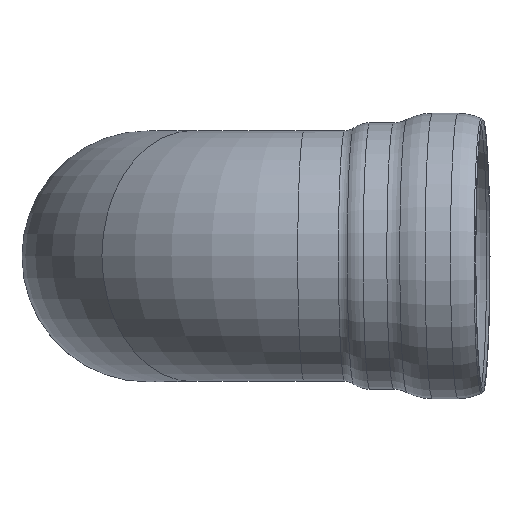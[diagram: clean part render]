
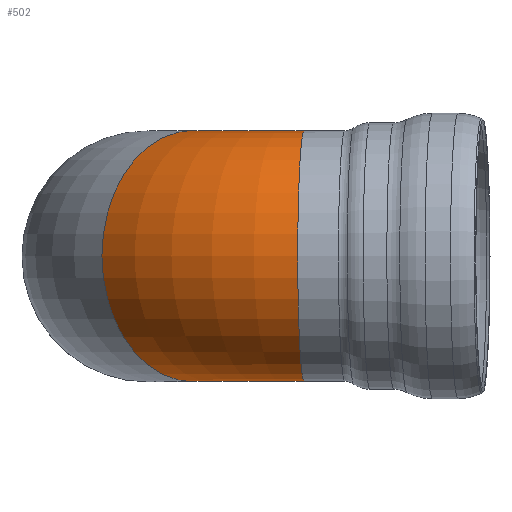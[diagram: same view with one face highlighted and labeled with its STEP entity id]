
A CAD part, top view. The second image highlights one B-rep face of the part: STEP entity #502.
In plain terms, the highlighted toroidal (fillet/blend) face has major radius 1050 mm and minor radius 795 mm.
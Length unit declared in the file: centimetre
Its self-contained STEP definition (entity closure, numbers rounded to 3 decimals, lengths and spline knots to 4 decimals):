
#59=TOROIDAL_SURFACE('',#543,105.,79.5);
#80=FACE_OUTER_BOUND('',#113,.T.);
#113=EDGE_LOOP('',(#347,#348,#349,#350,#351));
#146=CIRCLE('',#537,79.5);
#151=CIRCLE('',#544,79.5);
#152=CIRCLE('',#545,25.5);
#153=CIRCLE('',#546,79.5);
#212=VERTEX_POINT('',#852);
#216=VERTEX_POINT('',#863);
#217=VERTEX_POINT('',#864);
#262=EDGE_CURVE('',#212,#212,#146,.T.);
#267=EDGE_CURVE('',#216,#217,#151,.T.);
#268=EDGE_CURVE('',#217,#212,#152,.T.);
#269=EDGE_CURVE('',#217,#216,#153,.T.);
#347=ORIENTED_EDGE('',*,*,#267,.T.);
#348=ORIENTED_EDGE('',*,*,#268,.T.);
#349=ORIENTED_EDGE('',*,*,#262,.T.);
#350=ORIENTED_EDGE('',*,*,#268,.F.);
#351=ORIENTED_EDGE('',*,*,#269,.T.);
#502=ADVANCED_FACE('',(#80),#59,.T.);
#537=AXIS2_PLACEMENT_3D('',#853,#641,#642);
#543=AXIS2_PLACEMENT_3D('',#862,#653,#654);
#544=AXIS2_PLACEMENT_3D('',#865,#655,#656);
#545=AXIS2_PLACEMENT_3D('',#866,#657,#658);
#546=AXIS2_PLACEMENT_3D('',#867,#659,#660);
#641=DIRECTION('center_axis',(0.688,0.,0.725));
#642=DIRECTION('ref_axis',(-0.725,0.,0.688));
#653=DIRECTION('center_axis',(0.,1.,0.));
#654=DIRECTION('ref_axis',(-1.,0.,0.));
#655=DIRECTION('center_axis',(-0.999,0.,
-0.052));
#656=DIRECTION('ref_axis',(0.052,0.,-0.999));
#657=DIRECTION('center_axis',(0.,-1.,0.));
#658=DIRECTION('ref_axis',(-1.,0.,0.));
#659=DIRECTION('center_axis',(-0.999,0.,
-0.052));
#660=DIRECTION('ref_axis',(0.052,0.,-0.999));
#852=CARTESIAN_POINT('',(29.8842,-384.0055,46.7561));
#853=CARTESIAN_POINT('Origin',(-27.783,-384.0055,101.4803));
#862=CARTESIAN_POINT('Origin',(48.3813,-384.0055,29.203));
#863=CARTESIAN_POINT('',(38.7253,-384.0055,213.4502));
#864=CARTESIAN_POINT('',(47.0467,-384.0055,54.6681));
#865=CARTESIAN_POINT('Origin',(42.886,-384.0055,134.0591));
#866=CARTESIAN_POINT('Origin',(48.3813,-384.0055,29.203));
#867=CARTESIAN_POINT('Origin',(42.886,-384.0055,134.0591));
